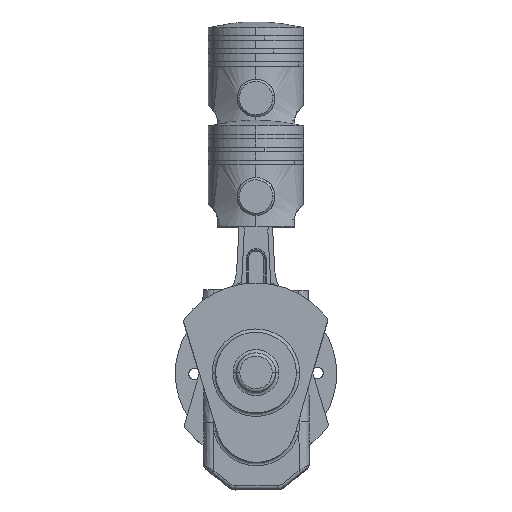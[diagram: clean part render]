
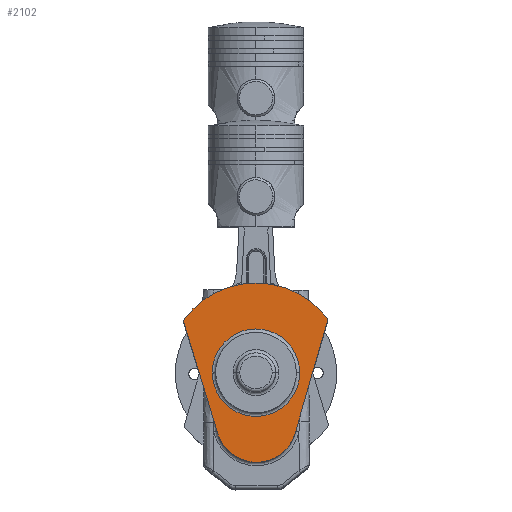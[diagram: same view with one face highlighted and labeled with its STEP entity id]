
A CAD part, top view. The second image highlights one B-rep face of the part: STEP entity #2102.
In plain terms, the highlighted free-form (B-spline) face has degree [1, 1] with [2, 2] control points.
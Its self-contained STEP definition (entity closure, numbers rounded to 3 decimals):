
#134 = VERTEX_POINT('',#135);
#135 = CARTESIAN_POINT('',(47.489,0.369,573.535
    ));
#141 = EDGE_CURVE('',#134,#142,#144,.T.);
#142 = VERTEX_POINT('',#143);
#143 = CARTESIAN_POINT('',(-47.489,-0.369,
    573.535));
#144 = ( BOUNDED_CURVE() B_SPLINE_CURVE(2,(#145,#146,#147,#148,#149),
.UNSPECIFIED.,.F.,.F.) B_SPLINE_CURVE_WITH_KNOTS((3,2,3),(0.,
1.571,3.142),.PIECEWISE_BEZIER_KNOTS.) CURVE() 
GEOMETRIC_REPRESENTATION_ITEM() RATIONAL_B_SPLINE_CURVE((1.,
0.707,1.,0.707,1.)) REPRESENTATION_ITEM('') );
#145 = CARTESIAN_POINT('',(47.489,0.369,573.535
    ));
#146 = CARTESIAN_POINT('',(47.858,-47.119,
    573.535));
#147 = CARTESIAN_POINT('',(0.369,-47.489,
    573.535));
#148 = CARTESIAN_POINT('',(-47.119,-47.858,
    573.535));
#149 = CARTESIAN_POINT('',(-47.489,-0.369,
    573.535));
#1997 = VERTEX_POINT('',#1998);
#1998 = CARTESIAN_POINT('',(-79.071,56.899,
    573.535));
#2003 = EDGE_CURVE('',#1997,#2004,#2006,.T.);
#2004 = VERTEX_POINT('',#2005);
#2005 = CARTESIAN_POINT('',(78.177,58.122,
    573.535));
#2006 = ( BOUNDED_CURVE() B_SPLINE_CURVE(2,(#2007,#2008,#2009),
.UNSPECIFIED.,.F.,.F.) B_SPLINE_CURVE_WITH_KNOTS((3,3),(3.773,
5.652),.PIECEWISE_BEZIER_KNOTS.) CURVE() 
GEOMETRIC_REPRESENTATION_ITEM() RATIONAL_B_SPLINE_CURVE((1.,
0.59,1.)) REPRESENTATION_ITEM('') );
#2007 = CARTESIAN_POINT('',(-79.071,56.899,
    573.535));
#2008 = CARTESIAN_POINT('',(-1.283,164.999,
    573.535));
#2009 = CARTESIAN_POINT('',(78.177,58.122,
    573.535));
#2034 = VERTEX_POINT('',#2035);
#2035 = CARTESIAN_POINT('',(-41.517,-66.354,
    573.535));
#2040 = EDGE_CURVE('',#1997,#2034,#2041,.T.);
#2041 = B_SPLINE_CURVE_WITH_KNOTS('',1,(#2042,#2043),.UNSPECIFIED.,.F.,
  .F.,(2,2),(-63.624,42.188),.PIECEWISE_BEZIER_KNOTS.);
#2042 = CARTESIAN_POINT('',(-79.071,56.899,
    573.535));
#2043 = CARTESIAN_POINT('',(-41.517,-66.354,
    573.535));
#2063 = VERTEX_POINT('',#2064);
#2064 = CARTESIAN_POINT('',(42.544,-65.7,
    573.535));
#2069 = EDGE_CURVE('',#2034,#2063,#2070,.T.);
#2070 = ( BOUNDED_CURVE() B_SPLINE_CURVE(2,(#2071,#2072,#2073),
.UNSPECIFIED.,.F.,.F.) B_SPLINE_CURVE_WITH_KNOTS((3,3),(3.43,
5.995),.PIECEWISE_BEZIER_KNOTS.) CURVE() 
GEOMETRIC_REPRESENTATION_ITEM() RATIONAL_B_SPLINE_CURVE((1.,
0.284,1.)) REPRESENTATION_ITEM('') );
#2071 = CARTESIAN_POINT('',(-41.517,-66.354,
    573.535));
#2072 = CARTESIAN_POINT('',(1.617,-207.92,
    573.535));
#2073 = CARTESIAN_POINT('',(42.544,-65.7,
    573.535));
#2092 = EDGE_CURVE('',#2004,#2063,#2093,.T.);
#2093 = B_SPLINE_CURVE_WITH_KNOTS('',1,(#2094,#2095),.UNSPECIFIED.,.F.,
  .F.,(2,2),(-63.624,42.188),.PIECEWISE_BEZIER_KNOTS.);
#2094 = CARTESIAN_POINT('',(78.177,58.122,
    573.535));
#2095 = CARTESIAN_POINT('',(42.544,-65.7,
    573.535));
#2102 = ADVANCED_FACE('',(#2103,#2114),#2120,.T.);
#2103 = FACE_BOUND('',#2104,.T.);
#2104 = EDGE_LOOP('',(#2105,#2106));
#2105 = ORIENTED_EDGE('',*,*,#141,.T.);
#2106 = ORIENTED_EDGE('',*,*,#2107,.T.);
#2107 = EDGE_CURVE('',#142,#134,#2108,.T.);
#2108 = ( BOUNDED_CURVE() B_SPLINE_CURVE(2,(#2109,#2110,#2111,#2112,
#2113),.UNSPECIFIED.,.F.,.F.) B_SPLINE_CURVE_WITH_KNOTS((3,2,3),(
    3.142,4.712,6.283),
.PIECEWISE_BEZIER_KNOTS.) CURVE() GEOMETRIC_REPRESENTATION_ITEM() 
RATIONAL_B_SPLINE_CURVE((1.,0.707,1.,0.707,1.)) 
REPRESENTATION_ITEM('') );
#2109 = CARTESIAN_POINT('',(-47.489,-0.369,
    573.535));
#2110 = CARTESIAN_POINT('',(-47.858,47.119,
    573.535));
#2111 = CARTESIAN_POINT('',(-0.369,47.489,
    573.535));
#2112 = CARTESIAN_POINT('',(47.119,47.858,
    573.535));
#2113 = CARTESIAN_POINT('',(47.489,0.369,
    573.535));
#2114 = FACE_BOUND('',#2115,.T.);
#2115 = EDGE_LOOP('',(#2116,#2117,#2118,#2119));
#2116 = ORIENTED_EDGE('',*,*,#2003,.F.);
#2117 = ORIENTED_EDGE('',*,*,#2040,.T.);
#2118 = ORIENTED_EDGE('',*,*,#2069,.T.);
#2119 = ORIENTED_EDGE('',*,*,#2092,.F.);
#2120 = B_SPLINE_SURFACE_WITH_KNOTS('',1,1,(
    (#2121,#2122)
    ,(#2123,#2124
    )),.UNSPECIFIED.,.F.,.F.,.F.,(2,2),(2,2),(-64.57,
    64.57),(-80.,80.),.PIECEWISE_BEZIER_KNOTS.);
#2121 = CARTESIAN_POINT('',(-77.867,-98.024,
    573.535));
#2122 = CARTESIAN_POINT('',(-79.382,96.801,
    573.535));
#2123 = CARTESIAN_POINT('',(79.382,-96.801,
    573.535));
#2124 = CARTESIAN_POINT('',(77.867,98.024,
    573.535));
